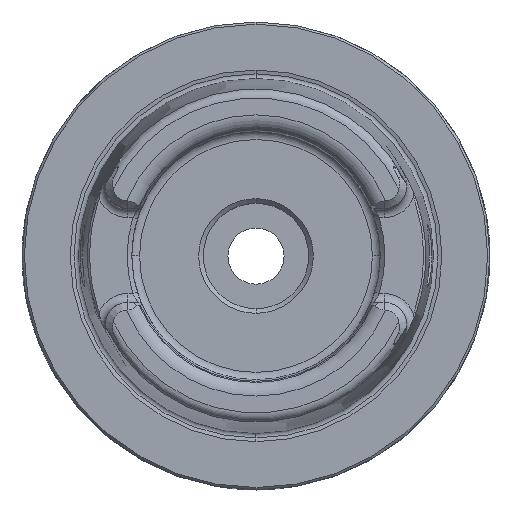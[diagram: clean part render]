
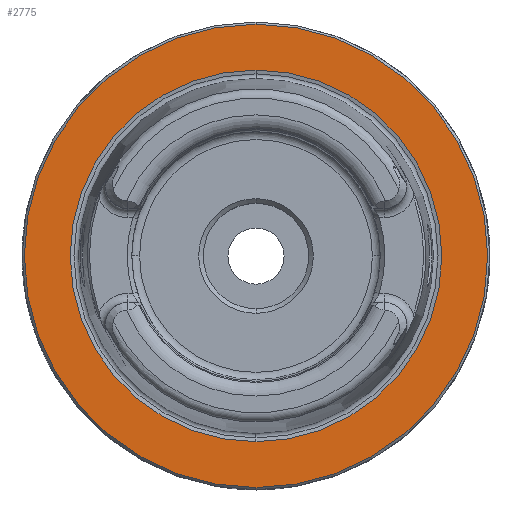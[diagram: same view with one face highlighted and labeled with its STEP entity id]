
A CAD part, top view. The second image highlights one B-rep face of the part: STEP entity #2775.
In plain terms, the highlighted planar face has unit normal (0, 0, 1).
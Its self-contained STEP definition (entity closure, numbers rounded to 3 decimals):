
#1613=VERTEX_POINT('NONE',#4535);
#1773=VERTEX_POINT('NONE',#4713);
#2035=VERTEX_POINT('NONE',#5006);
#2443=EDGE_CURVE('NONE',#2035,#3217,#5453,.F.);
#2775=ADVANCED_FACE('NONE',(#5817,#5818),#5819,.F.);
#2833=EDGE_CURVE('NONE',#3217,#2035,#5880,.T.);
#3217=VERTEX_POINT('NONE',#6303);
#3527=EDGE_CURVE('NONE',#1613,#1773,#6642,.T.);
#4099=EDGE_CURVE('NONE',#1773,#1613,#7275,.T.);
#4535=CARTESIAN_POINT('',(0.,49.495,0.));
#4713=CARTESIAN_POINT('',(0.,-49.495,0.));
#5006=CARTESIAN_POINT('',(0.,39.697,0.));
#5453=CIRCLE('',#10208,39.697);
#5817=FACE_OUTER_BOUND('',#11097,.T.);
#5818=FACE_BOUND('',#11098,.T.);
#5819=PLANE('',#11099);
#5880=CIRCLE('',#11252,39.697);
#6303=CARTESIAN_POINT('',(0.,-39.697,0.));
#6642=CIRCLE('',#13246,49.495);
#7275=CIRCLE('',#14848,49.495);
#10208=AXIS2_PLACEMENT_3D('',#16738,#16739,#16740);
#11097=EDGE_LOOP('',(#17138,#17139));
#11098=EDGE_LOOP('',(#17140,#17141));
#11099=AXIS2_PLACEMENT_3D('',#17142,#17143,#17144);
#11252=AXIS2_PLACEMENT_3D('',#17198,#17199,#17200);
#13246=AXIS2_PLACEMENT_3D('',#18006,#18007,#18008);
#14848=AXIS2_PLACEMENT_3D('',#18780,#18781,#18782);
#16738=CARTESIAN_POINT('',(0.,0.,0.));
#16739=DIRECTION('',(0.0,0.0,-1.0));
#16740=DIRECTION('',(0.,1.0,0.0));
#17138=ORIENTED_EDGE('',*,*,#4099,.T.);
#17139=ORIENTED_EDGE('',*,*,#3527,.T.);
#17140=ORIENTED_EDGE('',*,*,#2443,.F.);
#17141=ORIENTED_EDGE('',*,*,#2833,.F.);
#17142=CARTESIAN_POINT('',(0.,-38.483,0.));
#17143=DIRECTION('',(-0.0,0.0,-1.0));
#17144=DIRECTION('',(0.,-1.0,0.0));
#17198=CARTESIAN_POINT('',(0.,0.,0.));
#17199=DIRECTION('',(0.0,-0.0,1.0));
#17200=DIRECTION('',(0.,1.0,0.0));
#18006=CARTESIAN_POINT('',(0.,0.,0.));
#18007=DIRECTION('',(0.0,0.0,1.0));
#18008=DIRECTION('',(0.,-1.0,0.0));
#18780=CARTESIAN_POINT('',(0.,0.,0.));
#18781=DIRECTION('',(0.0,0.0,1.0));
#18782=DIRECTION('',(0.,-1.0,0.0));
